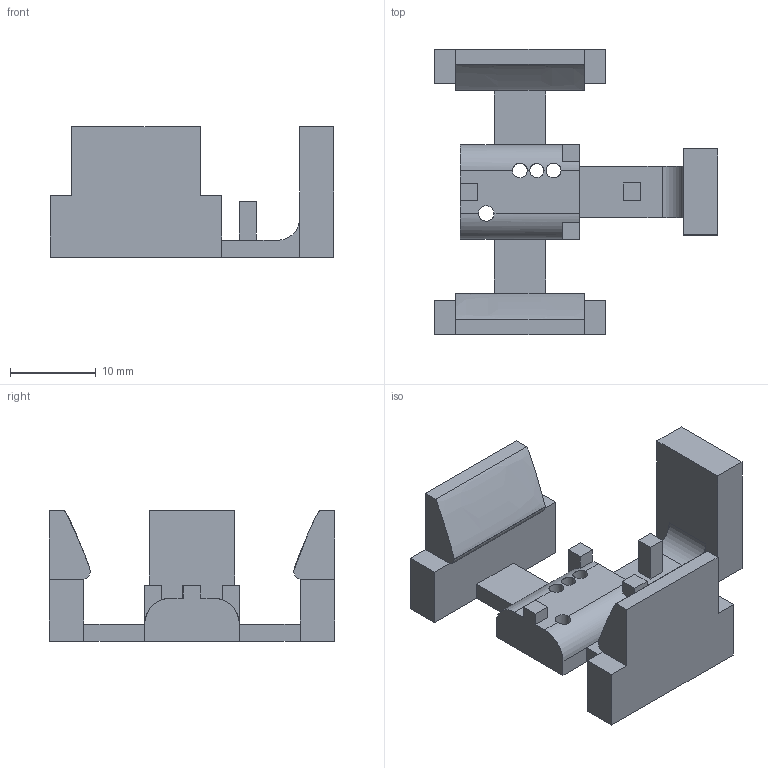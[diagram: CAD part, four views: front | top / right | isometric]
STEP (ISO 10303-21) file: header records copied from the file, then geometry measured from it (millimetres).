
FILE_DESCRIPTION(/* description */ (''),/* implementation_level */ '2;1');
FILE_NAME(/* name */ 'ProgrammingJig.step',/* time_stamp */ '2026-02-07T22:40:56+01:00',/* author */ (''),/* organization */ (''),/* preprocessor_version */ 'ST-DEVELOPER v20.1',/* originating_system */ 'Autodesk Translation Framework v14.24.0.0',/* authorisation */ '');
FILE_SCHEMA (('AUTOMOTIVE_DESIGN { 1 0 10303 214 3 1 1 }'));
Length unit declared in the file: millimetre
Products named in the file (1): 2026-01-31-16-23-09-244
Bounding box: 33.05 x 33.2 x 15.2 mm (x, y, z)
Volume: 3638 mm3; surface area: 3103.5 mm2
Topology: 1 solids, 1 shells, 73 faces, 210 edges, 136 vertices
Faces by surface type: plane 59, cylinder 12, bspline 2
Full cylindrical faces by diameter (mm): 1.625 x1, 1.725 x2, 1.8 x1, 2.5 x1
Entity records: 2623 total; most frequent: CARTESIAN_POINT 666, ORIENTED_EDGE 420, DIRECTION 372, EDGE_CURVE 210, LINE 168, VECTOR 168, VERTEX_POINT 136, AXIS2_PLACEMENT_3D 102
